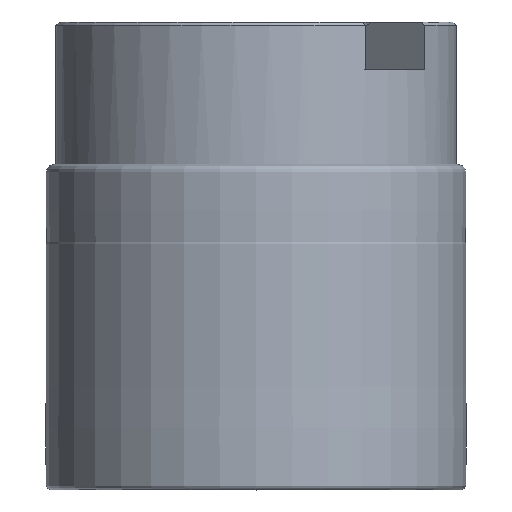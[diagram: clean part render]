
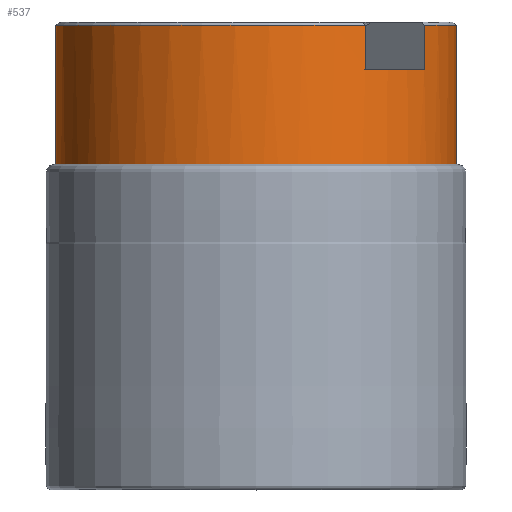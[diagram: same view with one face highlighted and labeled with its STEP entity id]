
A CAD part, front view. The second image highlights one B-rep face of the part: STEP entity #537.
In plain terms, the highlighted cylindrical face has radius 30 mm (diameter 60 mm), a full revolution.
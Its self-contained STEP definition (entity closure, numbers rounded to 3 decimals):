
#118=CYLINDRICAL_SURFACE('',#996,30.);
#141=LINE('',#1631,#157);
#145=LINE('',#1668,#161);
#148=LINE('',#1682,#164);
#149=LINE('',#1685,#165);
#157=VECTOR('',#1124,1.);
#161=VECTOR('',#1130,1.);
#164=VECTOR('',#1145,1.);
#165=VECTOR('',#1148,1.);
#189=EDGE_LOOP('',(#268));
#190=EDGE_LOOP('',(#269,#270,#271,#272,#273,#274,#275,#276));
#268=ORIENTED_EDGE('',*,*,#407,.T.);
#269=ORIENTED_EDGE('',*,*,#402,.T.);
#270=ORIENTED_EDGE('',*,*,#408,.T.);
#271=ORIENTED_EDGE('',*,*,#409,.T.);
#272=ORIENTED_EDGE('',*,*,#405,.T.);
#273=ORIENTED_EDGE('',*,*,#394,.T.);
#274=ORIENTED_EDGE('',*,*,#410,.T.);
#275=ORIENTED_EDGE('',*,*,#411,.T.);
#276=ORIENTED_EDGE('',*,*,#412,.T.);
#394=EDGE_CURVE('',#668,#667,#141,.T.);
#402=EDGE_CURVE('',#676,#675,#145,.T.);
#405=EDGE_CURVE('',#678,#668,#459,.T.);
#407=EDGE_CURVE('',#679,#679,#460,.T.);
#408=EDGE_CURVE('',#675,#680,#461,.T.);
#409=EDGE_CURVE('',#680,#678,#148,.T.);
#410=EDGE_CURVE('',#667,#681,#462,.T.);
#411=EDGE_CURVE('',#681,#682,#149,.T.);
#412=EDGE_CURVE('',#682,#676,#463,.T.);
#459=CIRCLE('',#990,30.);
#460=CIRCLE('',#992,30.);
#461=CIRCLE('',#993,30.);
#462=CIRCLE('',#994,30.);
#463=CIRCLE('',#995,30.);
#537=ADVANCED_FACE('',(#607,#608),#118,.T.);
#607=FACE_BOUND('',#189,.T.);
#608=FACE_BOUND('',#190,.T.);
#667=VERTEX_POINT('',#1630);
#668=VERTEX_POINT('',#1632);
#675=VERTEX_POINT('',#1667);
#676=VERTEX_POINT('',#1669);
#678=VERTEX_POINT('',#1675);
#679=VERTEX_POINT('',#1679);
#680=VERTEX_POINT('',#1681);
#681=VERTEX_POINT('',#1684);
#682=VERTEX_POINT('',#1686);
#990=AXIS2_PLACEMENT_3D('',#1674,#1136,#1137);
#992=AXIS2_PLACEMENT_3D('',#1678,#1141,#1142);
#993=AXIS2_PLACEMENT_3D('',#1680,#1143,#1144);
#994=AXIS2_PLACEMENT_3D('',#1683,#1146,#1147);
#995=AXIS2_PLACEMENT_3D('',#1687,#1149,#1150);
#996=AXIS2_PLACEMENT_3D('',#1688,#1151,#1152);
#1124=DIRECTION('',(0.,0.,1.));
#1130=DIRECTION('',(0.,0.,1.));
#1136=DIRECTION('',(0.,0.,-1.));
#1137=DIRECTION('',(1.,0.,0.));
#1141=DIRECTION('',(0.,0.,1.));
#1142=DIRECTION('',(1.,0.,0.));
#1143=DIRECTION('',(0.,0.,-1.));
#1144=DIRECTION('',(1.,0.,0.));
#1145=DIRECTION('',(0.,0.,-1.));
#1146=DIRECTION('',(0.,0.,-1.));
#1147=DIRECTION('',(1.,0.,0.));
#1148=DIRECTION('',(0.,0.,-1.));
#1149=DIRECTION('',(0.,0.,-1.));
#1150=DIRECTION('',(1.,0.,0.));
#1151=DIRECTION('',(0.,0.,1.));
#1152=DIRECTION('',(1.,0.,0.));
#1630=CARTESIAN_POINT('',(-16.348,25.155,-0.5));
#1631=CARTESIAN_POINT('',(-16.348,25.155,0.));
#1632=CARTESIAN_POINT('',(-16.348,25.155,-7.11));
#1667=CARTESIAN_POINT('',(16.348,-25.155,-0.5));
#1668=CARTESIAN_POINT('',(16.348,-25.155,0.));
#1669=CARTESIAN_POINT('',(16.348,-25.155,-7.11));
#1674=CARTESIAN_POINT('',(0.,0.,-7.11));
#1675=CARTESIAN_POINT('',(-25.155,16.348,-7.11));
#1678=CARTESIAN_POINT('',(0.,0.,-51.792));
#1679=CARTESIAN_POINT('',(30.,0.,-51.792));
#1680=CARTESIAN_POINT('',(0.,0.,-0.5));
#1681=CARTESIAN_POINT('',(-25.155,16.348,-0.5));
#1682=CARTESIAN_POINT('',(-25.155,16.348,0.));
#1683=CARTESIAN_POINT('',(0.,0.,-0.5));
#1684=CARTESIAN_POINT('',(25.155,-16.348,-0.5));
#1685=CARTESIAN_POINT('',(25.155,-16.348,0.));
#1686=CARTESIAN_POINT('',(25.155,-16.348,-7.11));
#1687=CARTESIAN_POINT('',(0.,0.,-7.11));
#1688=CARTESIAN_POINT('',(0.,0.,0.));
